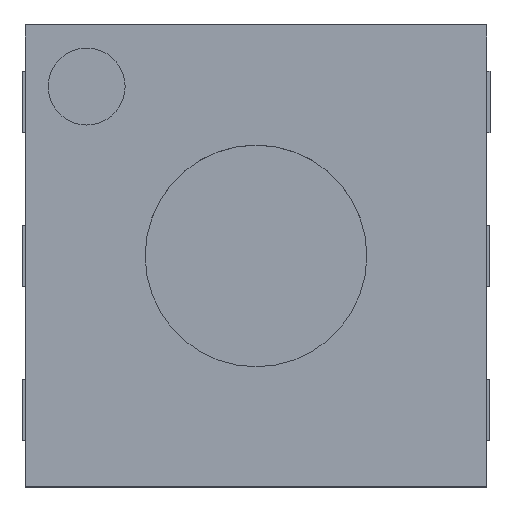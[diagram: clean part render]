
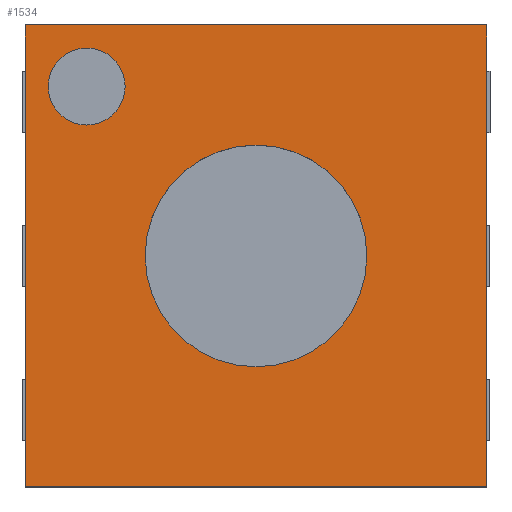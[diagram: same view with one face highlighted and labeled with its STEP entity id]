
A CAD part, top view. The second image highlights one B-rep face of the part: STEP entity #1534.
In plain terms, the highlighted planar face has unit normal (0, 0, 1).
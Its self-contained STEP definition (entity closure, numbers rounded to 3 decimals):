
#24 = VERTEX_POINT ( 'NONE', #1508 ) ;
#31 = CARTESIAN_POINT ( 'NONE',  ( 0.72, 0., 0.75 ) ) ;
#40 = AXIS2_PLACEMENT_3D ( 'NONE', #253, #1989, #1842 ) ;
#133 = VERTEX_POINT ( 'NONE', #1879 ) ;
#170 = CIRCLE ( 'NONE', #40, 0.25 ) ;
#183 = DIRECTION ( 'NONE',  ( 0., -1., 0. ) ) ;
#186 = DIRECTION ( 'NONE',  ( 1., 0., 0. ) ) ;
#214 = DIRECTION ( 'NONE',  ( -1., 0., 0. ) ) ;
#253 = CARTESIAN_POINT ( 'NONE',  ( -1.1, 1.1, 0.75 ) ) ;
#262 = VERTEX_POINT ( 'NONE', #387 ) ;
#326 = DIRECTION ( 'NONE',  ( 0., 0., -1. ) ) ;
#363 = LINE ( 'NONE', #517, #1324 ) ;
#387 = CARTESIAN_POINT ( 'NONE',  ( -1.5, -1.5, 0.75 ) ) ;
#394 = VERTEX_POINT ( 'NONE', #618 ) ;
#406 = CARTESIAN_POINT ( 'NONE',  ( -1.5, 1.5, 0.75 ) ) ;
#432 = ORIENTED_EDGE ( 'NONE', *, *, #1213, .T. ) ;
#473 = EDGE_CURVE ( 'NONE', #781, #1346, #1510, .T. ) ;
#506 = DIRECTION ( 'NONE',  ( 0., 0., -1. ) ) ;
#517 = CARTESIAN_POINT ( 'NONE',  ( 1.5, 0., 0.75 ) ) ;
#598 = AXIS2_PLACEMENT_3D ( 'NONE', #1434, #1622, #599 ) ;
#599 = DIRECTION ( 'NONE',  ( 1., 0., 0. ) ) ;
#618 = CARTESIAN_POINT ( 'NONE',  ( 1.5, -1.5, 0.75 ) ) ;
#653 = CARTESIAN_POINT ( 'NONE',  ( -1.5, 0., 0.75 ) ) ;
#668 = VECTOR ( 'NONE', #183, 1000. ) ;
#744 = CARTESIAN_POINT ( 'NONE',  ( -0.85, 1.1, 0.75 ) ) ;
#761 = LINE ( 'NONE', #1968, #1286 ) ;
#781 = VERTEX_POINT ( 'NONE', #744 ) ;
#795 = CARTESIAN_POINT ( 'NONE',  ( -1.35, 1.1, 0.75 ) ) ;
#799 = LINE ( 'NONE', #653, #668 ) ;
#842 = EDGE_CURVE ( 'NONE', #1806, #133, #1046, .T. ) ;
#875 = DIRECTION ( 'NONE',  ( -1., 0., 0. ) ) ;
#969 = ORIENTED_EDGE ( 'NONE', *, *, #1249, .T. ) ;
#1019 = FACE_OUTER_BOUND ( 'NONE', #1785, .T. ) ;
#1023 = EDGE_CURVE ( 'NONE', #394, #24, #363, .T. ) ;
#1046 = CIRCLE ( 'NONE', #1333, 0.72 ) ;
#1051 = DIRECTION ( 'NONE',  ( 1., 0., 0. ) ) ;
#1052 = EDGE_LOOP ( 'NONE', ( #432, #1721 ) ) ;
#1100 = CIRCLE ( 'NONE', #1254, 0.72 ) ;
#1161 = ORIENTED_EDGE ( 'NONE', *, *, #1697, .T. ) ;
#1175 = EDGE_LOOP ( 'NONE', ( #1644, #1267 ) ) ;
#1188 = EDGE_CURVE ( 'NONE', #1933, #262, #799, .T. ) ;
#1213 = EDGE_CURVE ( 'NONE', #133, #1806, #1100, .T. ) ;
#1217 = VECTOR ( 'NONE', #186, 1000. ) ;
#1233 = CARTESIAN_POINT ( 'NONE',  ( -1.1, 1.1, 0.75 ) ) ;
#1241 = CARTESIAN_POINT ( 'NONE',  ( 0., -1.5, 0.75 ) ) ;
#1249 = EDGE_CURVE ( 'NONE', #24, #1933, #761, .T. ) ;
#1254 = AXIS2_PLACEMENT_3D ( 'NONE', #1422, #506, #214 ) ;
#1261 = DIRECTION ( 'NONE',  ( -1., 0., 0. ) ) ;
#1267 = ORIENTED_EDGE ( 'NONE', *, *, #1594, .T. ) ;
#1286 = VECTOR ( 'NONE', #875, 1000. ) ;
#1324 = VECTOR ( 'NONE', #1326, 1000. ) ;
#1326 = DIRECTION ( 'NONE',  ( 0., 1., 0. ) ) ;
#1333 = AXIS2_PLACEMENT_3D ( 'NONE', #1716, #326, #1261 ) ;
#1346 = VERTEX_POINT ( 'NONE', #795 ) ;
#1422 = CARTESIAN_POINT ( 'NONE',  ( 0., 0., 0.75 ) ) ;
#1434 = CARTESIAN_POINT ( 'NONE',  ( 0., 0., 0.75 ) ) ;
#1475 = FACE_BOUND ( 'NONE', #1175, .T. ) ;
#1496 = ORIENTED_EDGE ( 'NONE', *, *, #1023, .T. ) ;
#1508 = CARTESIAN_POINT ( 'NONE',  ( 1.5, 1.5, 0.75 ) ) ;
#1510 = CIRCLE ( 'NONE', #1768, 0.25 ) ;
#1534 = ADVANCED_FACE ( 'NONE', ( #1751, #1475, #1019 ), #1945, .T. ) ;
#1594 = EDGE_CURVE ( 'NONE', #1346, #781, #170, .T. ) ;
#1622 = DIRECTION ( 'NONE',  ( 0., 0., 1. ) ) ;
#1625 = ORIENTED_EDGE ( 'NONE', *, *, #1188, .T. ) ;
#1644 = ORIENTED_EDGE ( 'NONE', *, *, #473, .T. ) ;
#1697 = EDGE_CURVE ( 'NONE', #262, #394, #1705, .T. ) ;
#1705 = LINE ( 'NONE', #1241, #1217 ) ;
#1716 = CARTESIAN_POINT ( 'NONE',  ( 0., 0., 0.75 ) ) ;
#1721 = ORIENTED_EDGE ( 'NONE', *, *, #842, .T. ) ;
#1751 = FACE_BOUND ( 'NONE', #1052, .T. ) ;
#1768 = AXIS2_PLACEMENT_3D ( 'NONE', #1233, #2007, #1051 ) ;
#1785 = EDGE_LOOP ( 'NONE', ( #1625, #1161, #1496, #969 ) ) ;
#1806 = VERTEX_POINT ( 'NONE', #31 ) ;
#1842 = DIRECTION ( 'NONE',  ( 1., 0., 0. ) ) ;
#1879 = CARTESIAN_POINT ( 'NONE',  ( -0.72, 0., 0.75 ) ) ;
#1933 = VERTEX_POINT ( 'NONE', #406 ) ;
#1945 = PLANE ( 'NONE',  #598 ) ;
#1968 = CARTESIAN_POINT ( 'NONE',  ( 0., 1.5, 0.75 ) ) ;
#1989 = DIRECTION ( 'NONE',  ( 0., 0., -1. ) ) ;
#2007 = DIRECTION ( 'NONE',  ( 0., 0., -1. ) ) ;
